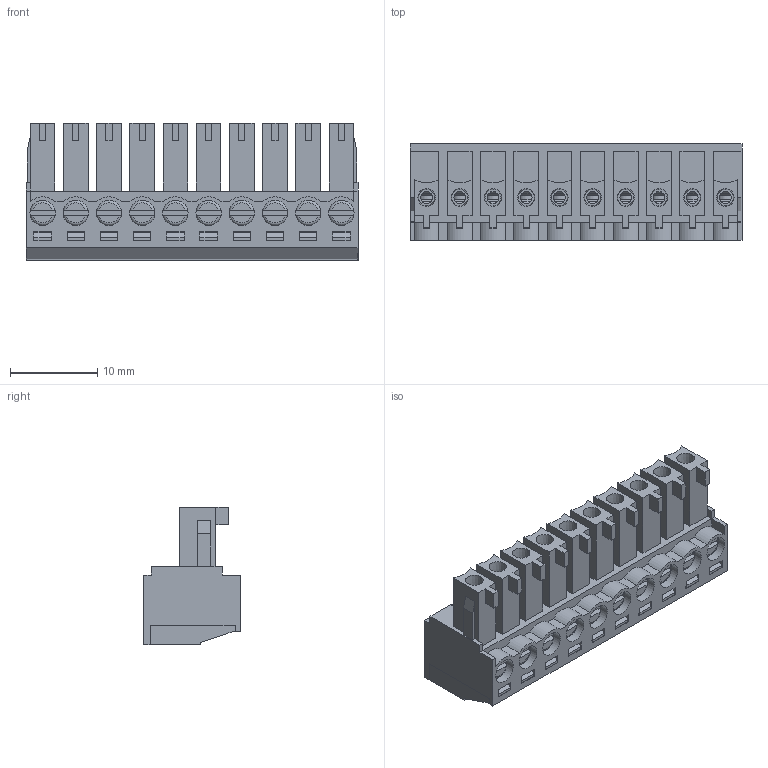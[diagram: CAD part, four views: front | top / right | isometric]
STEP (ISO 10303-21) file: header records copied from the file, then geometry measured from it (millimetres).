
FILE_DESCRIPTION( ( 'Unknown' ), '1' );
FILE_NAME( '691361300010.stp', 'Unknown', ( 'Unknown' ), ( 'Unknown' ), 'PSStep 14.0', 'Unknown', ' ' );
FILE_SCHEMA( ( 'AUTOMOTIVE_DESIGN { 1 0 10303 214 1 1 1 1 }' ) );
Length unit declared in the file: millimetre
Products named in the file (6): Assem1; 6913613000xx_PIN; 6913613000xx_VISSE; 6913613000xx_CAGE; 691361300010; 691361300010_CAPOT
Assembly tree (32 placements, depth 2):
  Assem1
    6913613000xx_PIN  x10
    6913613000xx_VISSE  x10
    6913613000xx_CAGE  x10
    691361300010
    691361300010_CAPOT
Bounding box: 38.1 x 11.1 x 15.8 mm (x, y, z)
Volume: 2785.8 mm3; surface area: 9020 mm2
Topology: 32 solids, 32 shells, 1504 faces, 3986 edges, 2604 vertices
Faces by surface type: plane 1174, cylinder 280, torus 30, cone 20
Full cylindrical faces by diameter (mm): 1.35 x10, 1.9 x20, 2 x10, 2.9 x20
Entity records: 31612 total; most frequent: CARTESIAN_POINT 4426, ORIENTED_EDGE 4240, DIRECTION 3972, EDGE_CURVE 2120, LINE 1940, VECTOR 1940, VERTEX_POINT 1422, EDGE_LOOP 1018
